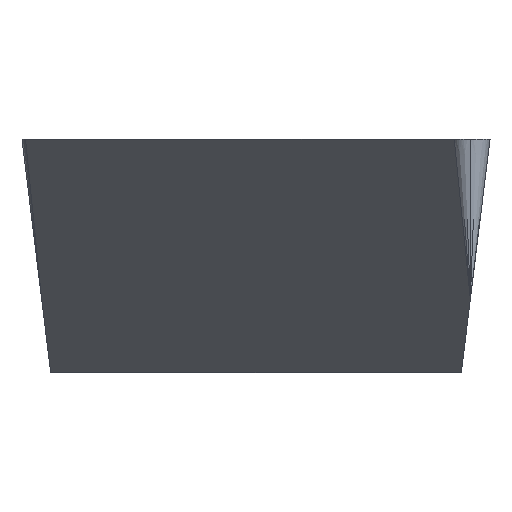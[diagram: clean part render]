
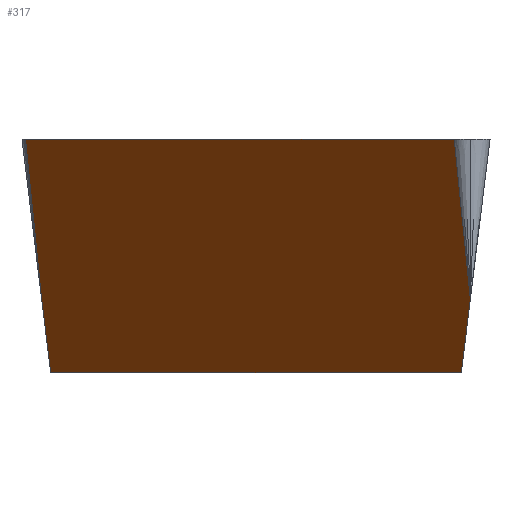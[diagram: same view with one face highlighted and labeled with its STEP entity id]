
A CAD part, left-side view. The second image highlights one B-rep face of the part: STEP entity #317.
In plain terms, the highlighted free-form (B-spline) face has degree [1, 3] with [2, 4] control points.
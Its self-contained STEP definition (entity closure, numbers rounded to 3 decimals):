
#8 = CARTESIAN_POINT ( 'NONE',  ( -1.605, 4.69, 0. ) ) ;
#35 = CARTESIAN_POINT ( 'NONE',  ( -14.066, -4.035, 0. ) ) ;
#41 = EDGE_CURVE ( 'NONE', #280, #268, #226, .T. ) ;
#46 = EDGE_LOOP ( 'NONE', ( #370, #372, #373, #381, #391, #396 ) ) ;
#58 = VERTEX_POINT ( 'NONE', #394 ) ;
#64 = CARTESIAN_POINT ( 'NONE',  ( -1.317, 4.178, -4.76 ) ) ;
#66 = EDGE_CURVE ( 'NONE', #280, #141, #337, .T. ) ;
#114 = CARTESIAN_POINT ( 'NONE',  ( -1.356, 4.301, -3.758 ) ) ;
#117 = DIRECTION ( 'NONE',  ( -0.07, 0.1, 0.993 ) ) ;
#138 = CARTESIAN_POINT ( 'NONE',  ( -5.356, 1.207, -5.712 ) ) ;
#141 = VERTEX_POINT ( 'NONE', #159 ) ;
#143 = CARTESIAN_POINT ( 'NONE',  ( -13.251, -4.178, -4.76 ) ) ;
#148 = VECTOR ( 'NONE', #117, 1000. ) ;
#149 = CARTESIAN_POINT ( 'NONE',  ( -5.758, 1.782, 0. ) ) ;
#157 = CARTESIAN_POINT ( 'NONE',  ( -15.105, -4.763, 0. ) ) ;
#159 = CARTESIAN_POINT ( 'NONE',  ( -1.375, 4.363, -3.258 ) ) ;
#171 = LINE ( 'NONE', #345, #148 ) ;
#178 = CARTESIAN_POINT ( 'NONE',  ( -13.251, -4.178, -4.76 ) ) ;
#187 = B_SPLINE_SURFACE_WITH_KNOTS ( 'NONE', 1, 3, ( 
 ( #8, #149, #351, #290 ),
 ( #292, #138, #204, #205 ) ),
 .UNSPECIFIED., .F., .F., .F.,
 ( 2, 2 ),
 ( 4, 4 ),
 ( 0., 1. ),
 ( -0.016, -0.001 ),
 .UNSPECIFIED. ) ;
#197 = EDGE_CURVE ( 'NONE', #349, #141, #217, .T. ) ;
#199 = FACE_OUTER_BOUND ( 'NONE', #46, .T. ) ;
#203 = VECTOR ( 'NONE', #207, 1000. ) ;
#204 = CARTESIAN_POINT ( 'NONE',  ( -9.51, -1.701, -5.712 ) ) ;
#205 = CARTESIAN_POINT ( 'NONE',  ( -13.663, -4.609, -5.712 ) ) ;
#207 = DIRECTION ( 'NONE',  ( -0.819, -0.574, 0. ) ) ;
#217 = LINE ( 'NONE', #286, #223 ) ;
#222 = CARTESIAN_POINT ( 'NONE',  ( -1.317, 4.178, -4.76 ) ) ;
#223 = VECTOR ( 'NONE', #448, 1000. ) ;
#225 = CARTESIAN_POINT ( 'NONE',  ( -5.295, 1.393, -4.76 ) ) ;
#226 = B_SPLINE_CURVE_WITH_KNOTS ( 'NONE', 3,
 ( #355, #225, #243, #288 ),
 .UNSPECIFIED., .F., .F.,
 ( 4, 4 ),
 ( 0., 0.015 ),
 .UNSPECIFIED. ) ;
#243 = CARTESIAN_POINT ( 'NONE',  ( -9.273, -1.393, -4.76 ) ) ;
#258 = CARTESIAN_POINT ( 'NONE',  ( -1.605, 4.69, 0. ) ) ;
#268 = VERTEX_POINT ( 'NONE', #143 ) ;
#275 = LINE ( 'NONE', #157, #203 ) ;
#280 = VERTEX_POINT ( 'NONE', #222 ) ;
#286 = CARTESIAN_POINT ( 'NONE',  ( -1.605, 4.69, 0. ) ) ;
#288 = CARTESIAN_POINT ( 'NONE',  ( -13.251, -4.178, -4.76 ) ) ;
#290 = CARTESIAN_POINT ( 'NONE',  ( -14.066, -4.035, 0. ) ) ;
#292 = CARTESIAN_POINT ( 'NONE',  ( -1.203, 4.116, -5.712 ) ) ;
#296 = EDGE_CURVE ( 'NONE', #349, #417, #275, .T. ) ;
#297 = CARTESIAN_POINT ( 'NONE',  ( -1.375, 4.363, -3.258 ) ) ;
#305 = B_SPLINE_CURVE_WITH_KNOTS ( 'NONE', 3,
 ( #178, #460, #455, #447 ),
 .UNSPECIFIED., .F., .F.,
 ( 4, 4 ),
 ( 0., 0.002 ),
 .UNSPECIFIED. ) ;
#317 = ADVANCED_FACE ( 'NONE', ( #199 ), #187, .T. ) ;
#318 = CARTESIAN_POINT ( 'NONE',  ( -1.337, 4.24, -4.259 ) ) ;
#337 = B_SPLINE_CURVE_WITH_KNOTS ( 'NONE', 3,
 ( #64, #318, #114, #297 ),
 .UNSPECIFIED., .F., .F.,
 ( 4, 4 ),
 ( 0., 0.002 ),
 .UNSPECIFIED. ) ;
#345 = CARTESIAN_POINT ( 'NONE',  ( -14.066, -4.035, 0. ) ) ;
#349 = VERTEX_POINT ( 'NONE', #258 ) ;
#351 = CARTESIAN_POINT ( 'NONE',  ( -9.912, -1.127, 0. ) ) ;
#355 = CARTESIAN_POINT ( 'NONE',  ( -1.317, 4.178, -4.76 ) ) ;
#370 = ORIENTED_EDGE ( 'NONE', *, *, #296, .F. ) ;
#372 = ORIENTED_EDGE ( 'NONE', *, *, #197, .T. ) ;
#373 = ORIENTED_EDGE ( 'NONE', *, *, #66, .F. ) ;
#375 = EDGE_CURVE ( 'NONE', #268, #58, #305, .T. ) ;
#381 = ORIENTED_EDGE ( 'NONE', *, *, #41, .T. ) ;
#391 = ORIENTED_EDGE ( 'NONE', *, *, #375, .T. ) ;
#393 = EDGE_CURVE ( 'NONE', #58, #417, #171, .T. ) ;
#394 = CARTESIAN_POINT ( 'NONE',  ( -13.836, -4.363, -3.258 ) ) ;
#396 = ORIENTED_EDGE ( 'NONE', *, *, #393, .T. ) ;
#417 = VERTEX_POINT ( 'NONE', #35 ) ;
#447 = CARTESIAN_POINT ( 'NONE',  ( -13.836, -4.363, -3.258 ) ) ;
#448 = DIRECTION ( 'NONE',  ( 0.07, -0.1, -0.993 ) ) ;
#455 = CARTESIAN_POINT ( 'NONE',  ( -13.641, -4.301, -3.758 ) ) ;
#460 = CARTESIAN_POINT ( 'NONE',  ( -13.446, -4.24, -4.259 ) ) ;
